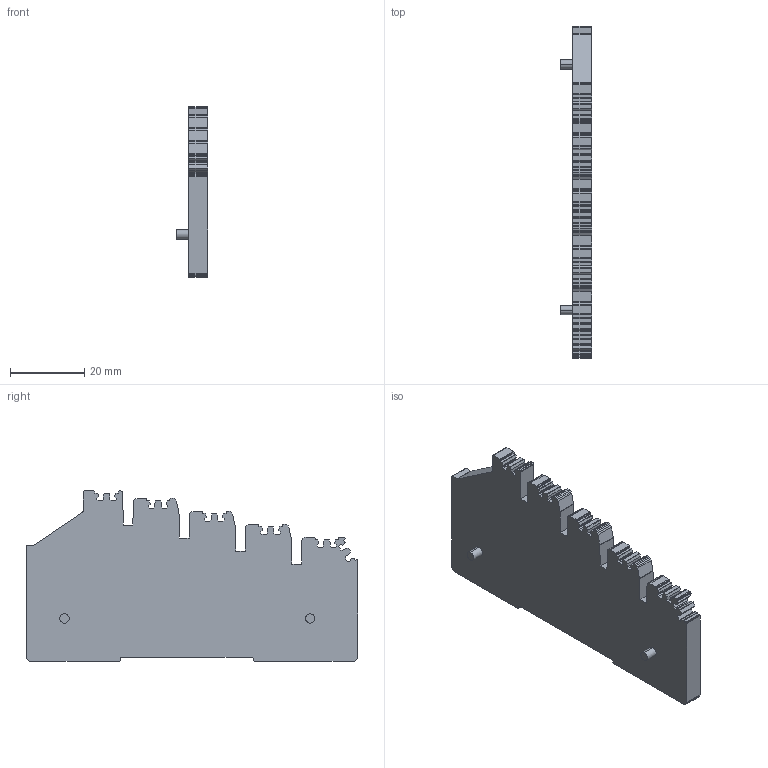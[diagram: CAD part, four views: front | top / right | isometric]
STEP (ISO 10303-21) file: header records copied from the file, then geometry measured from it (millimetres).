
FILE_DESCRIPTION(('CATIA V5 STEP Exchange','CAx-IF Rec.Pracs.--- Model Styling and Organization---1.4--- 2014-01-23'),'2;1');
FILE_NAME ('018951-2_2', '2022-04-05T04:38:39+00:00', ('none'), ('Weidmueller'), 'CATIA Version 5-6 Release 2016 SP3 HF44', 'CATIA V5 STEP AP214', 'none');
FILE_SCHEMA(('AUTOMOTIVE_DESIGN { 1 0 10303 214 1 1 1 1 }'));
Length unit declared in the file: millimetre
Products named in the file (1): 1698180000
Bounding box: 8.4 x 89.15 x 45.7 mm (x, y, z)
Volume: 16600.7 mm3; surface area: 8406.8 mm2
Topology: 1 solids, 1 shells, 295 faces, 873 edges, 582 vertices
Faces by surface type: plane 291, cylinder 4
Entity records: 9571 total; most frequent: ORIENTED_EDGE 1746, CARTESIAN_POINT 1730, DIRECTION 1421, EDGE_CURVE 873, VECTOR 865, LINE 865, VERTEX_POINT 582, EDGE_LOOP 297
